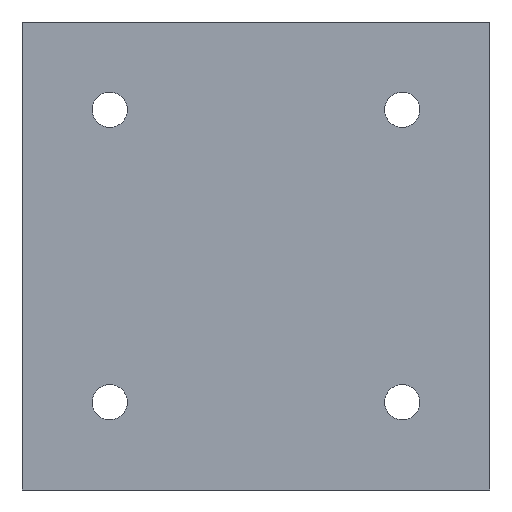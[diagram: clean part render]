
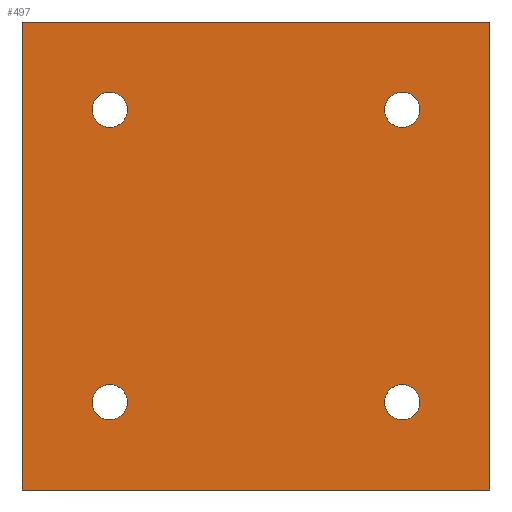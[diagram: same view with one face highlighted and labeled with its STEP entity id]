
A CAD part, front view. The second image highlights one B-rep face of the part: STEP entity #497.
In plain terms, the highlighted planar face has unit normal (0, -1, 0).
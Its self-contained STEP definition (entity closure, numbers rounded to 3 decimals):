
#3 = LINE ( 'NONE', #271, #113 ) ;
#14 = CIRCLE ( 'NONE', #80, 3. ) ;
#23 = DIRECTION ( 'NONE',  ( 0., 1., 0. ) ) ;
#26 = ORIENTED_EDGE ( 'NONE', *, *, #163, .T. ) ;
#33 = DIRECTION ( 'NONE',  ( 0., 1., 0. ) ) ;
#40 = FACE_OUTER_BOUND ( 'NONE', #533, .T. ) ;
#58 = EDGE_CURVE ( 'NONE', #391, #656, #546, .T. ) ;
#60 = CARTESIAN_POINT ( 'NONE',  ( -40., 0., -40. ) ) ;
#63 = AXIS2_PLACEMENT_3D ( 'NONE', #243, #227, #440 ) ;
#73 = EDGE_CURVE ( 'NONE', #572, #242, #256, .T. ) ;
#80 = AXIS2_PLACEMENT_3D ( 'NONE', #333, #109, #331 ) ;
#82 = AXIS2_PLACEMENT_3D ( 'NONE', #627, #33, #206 ) ;
#85 = ORIENTED_EDGE ( 'NONE', *, *, #424, .F. ) ;
#94 = FACE_BOUND ( 'NONE', #234, .T. ) ;
#109 = DIRECTION ( 'NONE',  ( 0., 1., 0. ) ) ;
#113 = VECTOR ( 'NONE', #581, 1000. ) ;
#120 = CARTESIAN_POINT ( 'NONE',  ( -28., 0., -25. ) ) ;
#127 = CARTESIAN_POINT ( 'NONE',  ( 22., 0., -25. ) ) ;
#129 = EDGE_LOOP ( 'NONE', ( #674, #404 ) ) ;
#130 = VERTEX_POINT ( 'NONE', #528 ) ;
#131 = CARTESIAN_POINT ( 'NONE',  ( -40., 0., 40. ) ) ;
#135 = ORIENTED_EDGE ( 'NONE', *, *, #73, .T. ) ;
#140 = CIRCLE ( 'NONE', #672, 3. ) ;
#148 = VERTEX_POINT ( 'NONE', #60 ) ;
#153 = VECTOR ( 'NONE', #376, 1000. ) ;
#163 = EDGE_CURVE ( 'NONE', #417, #401, #14, .T. ) ;
#167 = AXIS2_PLACEMENT_3D ( 'NONE', #441, #245, #445 ) ;
#174 = AXIS2_PLACEMENT_3D ( 'NONE', #305, #265, #472 ) ;
#188 = EDGE_CURVE ( 'NONE', #401, #417, #140, .T. ) ;
#189 = CARTESIAN_POINT ( 'NONE',  ( 40., 0., -40. ) ) ;
#192 = LINE ( 'NONE', #402, #409 ) ;
#206 = DIRECTION ( 'NONE',  ( 1., 0., 0. ) ) ;
#218 = FACE_BOUND ( 'NONE', #453, .T. ) ;
#227 = DIRECTION ( 'NONE',  ( 0., 1., 0. ) ) ;
#229 = EDGE_CURVE ( 'NONE', #148, #343, #425, .T. ) ;
#230 = CIRCLE ( 'NONE', #167, 3. ) ;
#234 = EDGE_LOOP ( 'NONE', ( #26, #446 ) ) ;
#238 = LINE ( 'NONE', #189, #368 ) ;
#242 = VERTEX_POINT ( 'NONE', #328 ) ;
#243 = CARTESIAN_POINT ( 'NONE',  ( 25., 0., 25. ) ) ;
#245 = DIRECTION ( 'NONE',  ( 0., 1., 0. ) ) ;
#251 = ORIENTED_EDGE ( 'NONE', *, *, #373, .F. ) ;
#256 = CIRCLE ( 'NONE', #174, 3. ) ;
#258 = FACE_BOUND ( 'NONE', #129, .T. ) ;
#265 = DIRECTION ( 'NONE',  ( 0., 1., 0. ) ) ;
#271 = CARTESIAN_POINT ( 'NONE',  ( 40., 0., 40. ) ) ;
#274 = EDGE_CURVE ( 'NONE', #339, #130, #3, .T. ) ;
#292 = EDGE_CURVE ( 'NONE', #656, #391, #520, .T. ) ;
#299 = DIRECTION ( 'NONE',  ( -1., 0., 0. ) ) ;
#303 = EDGE_CURVE ( 'NONE', #345, #432, #645, .T. ) ;
#305 = CARTESIAN_POINT ( 'NONE',  ( -25., 0., 25. ) ) ;
#328 = CARTESIAN_POINT ( 'NONE',  ( -28., 0., 25. ) ) ;
#331 = DIRECTION ( 'NONE',  ( 1., 0., 0. ) ) ;
#333 = CARTESIAN_POINT ( 'NONE',  ( 25., 0., -25. ) ) ;
#339 = VERTEX_POINT ( 'NONE', #547 ) ;
#343 = VERTEX_POINT ( 'NONE', #131 ) ;
#345 = VERTEX_POINT ( 'NONE', #552 ) ;
#347 = CARTESIAN_POINT ( 'NONE',  ( -25., 0., -25. ) ) ;
#352 = CARTESIAN_POINT ( 'NONE',  ( -22., 0., 25. ) ) ;
#363 = CARTESIAN_POINT ( 'NONE',  ( -25., 0., -25. ) ) ;
#366 = CARTESIAN_POINT ( 'NONE',  ( -40., 0., 40. ) ) ;
#367 = DIRECTION ( 'NONE',  ( 1., 0., 0. ) ) ;
#368 = VECTOR ( 'NONE', #299, 1000. ) ;
#373 = EDGE_CURVE ( 'NONE', #130, #148, #238, .T. ) ;
#376 = DIRECTION ( 'NONE',  ( 0., 0., 1. ) ) ;
#377 = PLANE ( 'NONE',  #395 ) ;
#383 = AXIS2_PLACEMENT_3D ( 'NONE', #363, #578, #367 ) ;
#391 = VERTEX_POINT ( 'NONE', #120 ) ;
#395 = AXIS2_PLACEMENT_3D ( 'NONE', #366, #467, #418 ) ;
#401 = VERTEX_POINT ( 'NONE', #127 ) ;
#402 = CARTESIAN_POINT ( 'NONE',  ( -40., 0., 40. ) ) ;
#404 = ORIENTED_EDGE ( 'NONE', *, *, #58, .T. ) ;
#409 = VECTOR ( 'NONE', #602, 1000. ) ;
#417 = VERTEX_POINT ( 'NONE', #662 ) ;
#418 = DIRECTION ( 'NONE',  ( 1., 0., 0. ) ) ;
#424 = EDGE_CURVE ( 'NONE', #343, #339, #192, .T. ) ;
#425 = LINE ( 'NONE', #588, #153 ) ;
#429 = DIRECTION ( 'NONE',  ( 0., 1., 0. ) ) ;
#431 = DIRECTION ( 'NONE',  ( 1., 0., 0. ) ) ;
#432 = VERTEX_POINT ( 'NONE', #544 ) ;
#437 = AXIS2_PLACEMENT_3D ( 'NONE', #347, #23, #508 ) ;
#440 = DIRECTION ( 'NONE',  ( 1., 0., 0. ) ) ;
#441 = CARTESIAN_POINT ( 'NONE',  ( 25., 0., 25. ) ) ;
#443 = ORIENTED_EDGE ( 'NONE', *, *, #584, .T. ) ;
#445 = DIRECTION ( 'NONE',  ( 1., 0., 0. ) ) ;
#446 = ORIENTED_EDGE ( 'NONE', *, *, #188, .T. ) ;
#453 = EDGE_LOOP ( 'NONE', ( #590, #443 ) ) ;
#459 = FACE_BOUND ( 'NONE', #502, .T. ) ;
#467 = DIRECTION ( 'NONE',  ( 0., 1., 0. ) ) ;
#470 = ORIENTED_EDGE ( 'NONE', *, *, #482, .T. ) ;
#472 = DIRECTION ( 'NONE',  ( 1., 0., 0. ) ) ;
#482 = EDGE_CURVE ( 'NONE', #242, #572, #576, .T. ) ;
#497 = ADVANCED_FACE ( 'PLANAR_1', ( #459, #258, #40, #94, #218 ), #377, .F. ) ;
#502 = EDGE_LOOP ( 'NONE', ( #135, #470 ) ) ;
#508 = DIRECTION ( 'NONE',  ( 1., 0., 0. ) ) ;
#520 = CIRCLE ( 'NONE', #437, 3. ) ;
#528 = CARTESIAN_POINT ( 'NONE',  ( 40., 0., -40. ) ) ;
#533 = EDGE_LOOP ( 'NONE', ( #568, #251, #668, #85 ) ) ;
#544 = CARTESIAN_POINT ( 'NONE',  ( 22., 0., 25. ) ) ;
#546 = CIRCLE ( 'NONE', #383, 3. ) ;
#547 = CARTESIAN_POINT ( 'NONE',  ( 40., 0., 40. ) ) ;
#552 = CARTESIAN_POINT ( 'NONE',  ( 28., 0., 25. ) ) ;
#568 = ORIENTED_EDGE ( 'NONE', *, *, #229, .F. ) ;
#572 = VERTEX_POINT ( 'NONE', #352 ) ;
#576 = CIRCLE ( 'NONE', #82, 3. ) ;
#578 = DIRECTION ( 'NONE',  ( 0., 1., 0. ) ) ;
#580 = CARTESIAN_POINT ( 'NONE',  ( -22., 0., -25. ) ) ;
#581 = DIRECTION ( 'NONE',  ( 0., 0., -1. ) ) ;
#584 = EDGE_CURVE ( 'NONE', #432, #345, #230, .T. ) ;
#588 = CARTESIAN_POINT ( 'NONE',  ( -40., 0., -40. ) ) ;
#590 = ORIENTED_EDGE ( 'NONE', *, *, #303, .T. ) ;
#602 = DIRECTION ( 'NONE',  ( 1., 0., 0. ) ) ;
#627 = CARTESIAN_POINT ( 'NONE',  ( -25., 0., 25. ) ) ;
#645 = CIRCLE ( 'NONE', #63, 3. ) ;
#656 = VERTEX_POINT ( 'NONE', #580 ) ;
#662 = CARTESIAN_POINT ( 'NONE',  ( 28., 0., -25. ) ) ;
#668 = ORIENTED_EDGE ( 'NONE', *, *, #274, .F. ) ;
#672 = AXIS2_PLACEMENT_3D ( 'NONE', #683, #429, #431 ) ;
#674 = ORIENTED_EDGE ( 'NONE', *, *, #292, .T. ) ;
#683 = CARTESIAN_POINT ( 'NONE',  ( 25., 0., -25. ) ) ;
